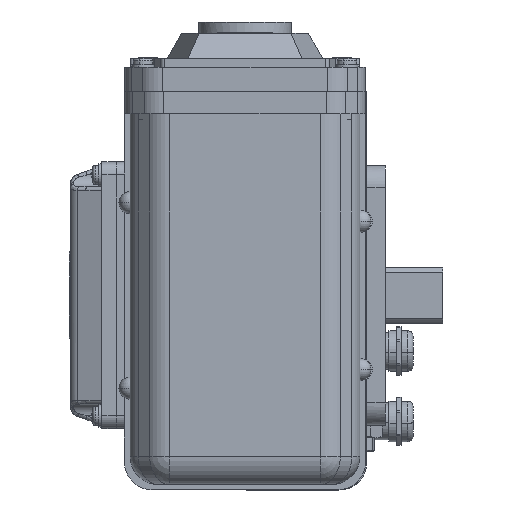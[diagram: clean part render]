
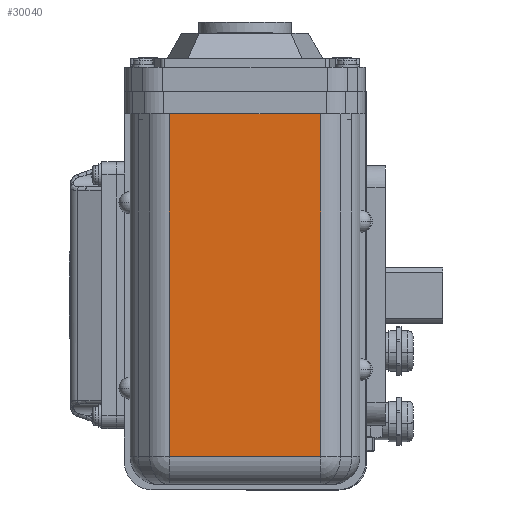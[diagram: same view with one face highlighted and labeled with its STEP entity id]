
A CAD part, left-side view. The second image highlights one B-rep face of the part: STEP entity #30040.
In plain terms, the highlighted planar face has unit normal (-1, 0, 0).
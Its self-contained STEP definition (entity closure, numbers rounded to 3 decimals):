
#28088 = DIRECTION ( 'NONE',  ( 0., 0., -1. ) ) ;
#28090 = VECTOR ( 'NONE', #28088, 1000. ) ;
#28092 = CARTESIAN_POINT ( 'NONE',  ( -178., 41.487, 40. ) ) ;
#28093 = LINE ( 'NONE', #28092, #28090 ) ;
#28098 = CARTESIAN_POINT ( 'NONE',  ( -178., 41.487, 98. ) ) ;
#28100 = DIRECTION ( 'NONE',  ( 0., -1., 0. ) ) ;
#28102 = VECTOR ( 'NONE', #28100, 1000. ) ;
#28103 = CARTESIAN_POINT ( 'NONE',  ( -178., -61.3, 98. ) ) ;
#28106 = LINE ( 'NONE', #28103, #28102 ) ;
#28138 = CARTESIAN_POINT ( 'NONE',  ( -178., -40.087, 98. ) ) ;
#28141 = DIRECTION ( 'NONE',  ( 0., 0., 1. ) ) ;
#28142 = VECTOR ( 'NONE', #28141, 1000. ) ;
#28143 = CARTESIAN_POINT ( 'NONE',  ( -178., -40.087, 40. ) ) ;
#28145 = LINE ( 'NONE', #28143, #28142 ) ;
#28149 = CARTESIAN_POINT ( 'NONE',  ( -178., -40.087, -87. ) ) ;
#28151 = CARTESIAN_POINT ( 'NONE',  ( -178., 41.487, -87. ) ) ;
#28154 = DIRECTION ( 'NONE',  ( 0., -1., 0. ) ) ;
#28155 = VECTOR ( 'NONE', #28154, 1000. ) ;
#28157 = CARTESIAN_POINT ( 'NONE',  ( -178., -61.3, -87. ) ) ;
#28159 = LINE ( 'NONE', #28157, #28155 ) ;
#28163 = DIRECTION ( 'NONE',  ( 0., 1., 0. ) ) ;
#28165 = DIRECTION ( 'NONE',  ( -1., 0., 0. ) ) ;
#28167 = CARTESIAN_POINT ( 'NONE',  ( -178., -61.3, 40. ) ) ;
#28172 = AXIS2_PLACEMENT_3D ( 'NONE', #28167, #28165, #28163 ) ;
#28174 = PLANE ( 'NONE',  #28172 ) ;
#28175 = FACE_OUTER_BOUND ( 'NONE', #30044, .T. ) ;
#30008 = EDGE_CURVE ( 'NONE', #30009, #30054, #28106, .T. ) ;
#30009 = VERTEX_POINT ( 'NONE', #28098 ) ;
#30010 = ORIENTED_EDGE ( 'NONE', *, *, #30011, .T. ) ;
#30011 = EDGE_CURVE ( 'NONE', #30009, #30048, #28093, .T. ) ;
#30040 = ADVANCED_FACE ( 'NONE', ( #28175 ), #28174, .T. ) ;
#30044 = EDGE_LOOP ( 'NONE', ( #30046, #30050, #30056, #30010 ) ) ;
#30046 = ORIENTED_EDGE ( 'NONE', *, *, #30047, .T. ) ;
#30047 = EDGE_CURVE ( 'NONE', #30048, #30049, #28159, .T. ) ;
#30048 = VERTEX_POINT ( 'NONE', #28151 ) ;
#30049 = VERTEX_POINT ( 'NONE', #28149 ) ;
#30050 = ORIENTED_EDGE ( 'NONE', *, *, #30052, .T. ) ;
#30052 = EDGE_CURVE ( 'NONE', #30049, #30054, #28145, .T. ) ;
#30054 = VERTEX_POINT ( 'NONE', #28138 ) ;
#30056 = ORIENTED_EDGE ( 'NONE', *, *, #30008, .F. ) ;
